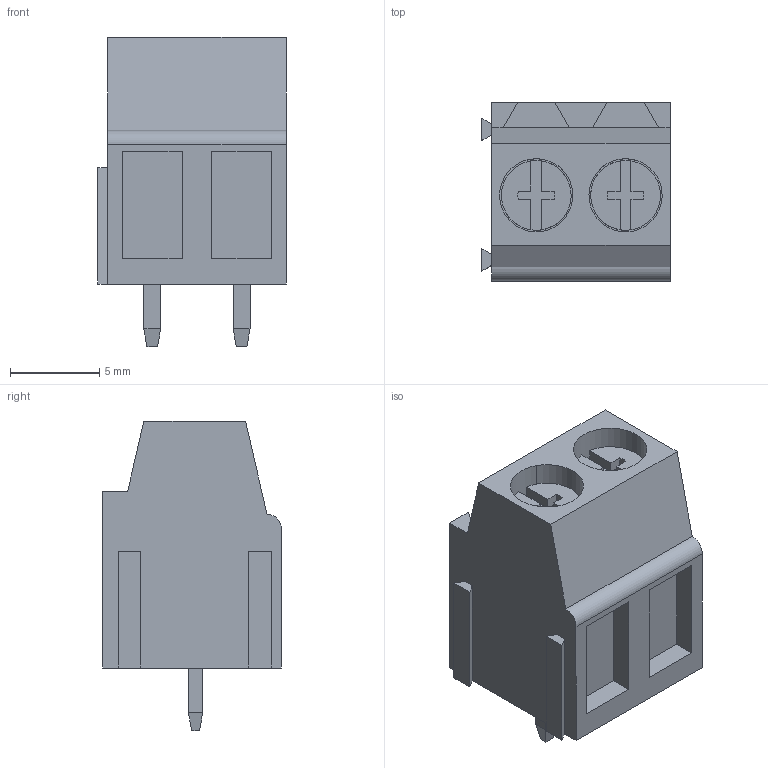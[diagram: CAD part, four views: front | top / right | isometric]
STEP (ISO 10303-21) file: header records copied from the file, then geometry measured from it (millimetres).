
FILE_DESCRIPTION (( 'STEP AP214' ), '1' );
FILE_NAME ('2 Pin Screw Terminal- 5mm Pitch.STEP', '2024-07-12T07:57:35', ( '' ), ( '' ), 'SwSTEP 2.0', 'SolidWorks 2021', '' );
FILE_SCHEMA (( 'AUTOMOTIVE_DESIGN' ));
Length unit declared in the file: millimetre
Products named in the file (1): 2 Pin Screw Terminal- 5mm Pitch
Bounding box: 10.55 x 10 x 17.3 mm (x, y, z)
Volume: 991.4 mm3; surface area: 1235.8 mm2
Topology: 5 solids, 5 shells, 170 faces, 450 edges, 296 vertices
Faces by surface type: plane 141, cylinder 29
Entity records: 5302 total; most frequent: CARTESIAN_POINT 1017, ORIENTED_EDGE 900, DIRECTION 818, EDGE_CURVE 450, LINE 368, VECTOR 368, VERTEX_POINT 296, AXIS2_PLACEMENT_3D 225
